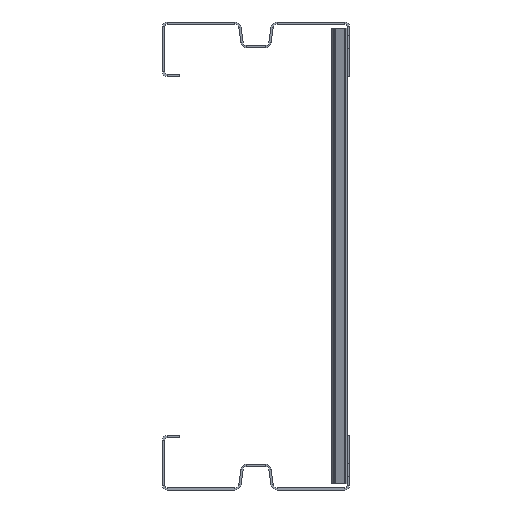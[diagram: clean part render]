
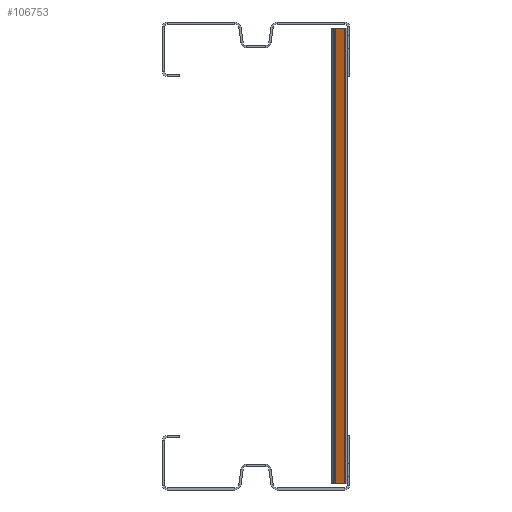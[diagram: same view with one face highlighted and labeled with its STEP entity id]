
A CAD part, left-side view. The second image highlights one B-rep face of the part: STEP entity #106753.
In plain terms, the highlighted planar face has unit normal (-0.94, 0.342, 0).
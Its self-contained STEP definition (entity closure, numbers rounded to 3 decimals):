
#64816=DIRECTION('',(0.,0.,1.));
#64817=VECTOR('',#64816,292.);
#64818=CARTESIAN_POINT('',(-1410.464,1.858,-146.));
#64819=LINE('',#64818,#64817);
#64824=DIRECTION('',(0.,0.,1.));
#64825=VECTOR('',#64824,292.);
#64826=CARTESIAN_POINT('',(-1408.027,8.552,-146.));
#64827=LINE('',#64826,#64825);
#67964=DIRECTION('',(-0.342,-0.94,0.));
#67965=VECTOR('',#67964,7.124);
#67966=CARTESIAN_POINT('',(-1408.027,8.552,-146.));
#67967=LINE('',#67966,#67965);
#68002=DIRECTION('',(-0.342,-0.94,0.));
#68003=VECTOR('',#68002,7.124);
#68004=CARTESIAN_POINT('',(-1408.027,8.552,146.));
#68005=LINE('',#68004,#68003);
#80688=CARTESIAN_POINT('',(-1408.027,8.552,-146.));
#80689=VERTEX_POINT('',#80688);
#80690=CARTESIAN_POINT('',(-1410.464,1.858,-146.));
#80691=VERTEX_POINT('',#80690);
#86824=CARTESIAN_POINT('',(-1408.027,8.552,146.));
#86825=VERTEX_POINT('',#86824);
#86826=CARTESIAN_POINT('',(-1410.464,1.858,146.));
#86827=VERTEX_POINT('',#86826);
#106739=CARTESIAN_POINT('',(-1408.027,8.552,-305.));
#106740=DIRECTION('',(-0.94,0.342,0.));
#106741=DIRECTION('',(-0.342,-0.94,0.));
#106742=AXIS2_PLACEMENT_3D('',#106739,#106740,#106741);
#106743=PLANE('',#106742);
#106745=ORIENTED_EDGE('',*,*,#106744,.T.);
#106747=ORIENTED_EDGE('',*,*,#106746,.T.);
#106748=ORIENTED_EDGE('',*,*,#106729,.F.);
#106750=ORIENTED_EDGE('',*,*,#106749,.F.);
#106751=EDGE_LOOP('',(#106745,#106747,#106748,#106750));
#106752=FACE_OUTER_BOUND('',#106751,.F.);
#106753=ADVANCED_FACE('',(#106752),#106743,.T.);
#106729=EDGE_CURVE('',#80691,#86827,#64819,.T.);
#106744=EDGE_CURVE('',#80689,#86825,#64827,.T.);
#106746=EDGE_CURVE('',#86825,#86827,#68005,.T.);
#106749=EDGE_CURVE('',#80689,#80691,#67967,.T.);
